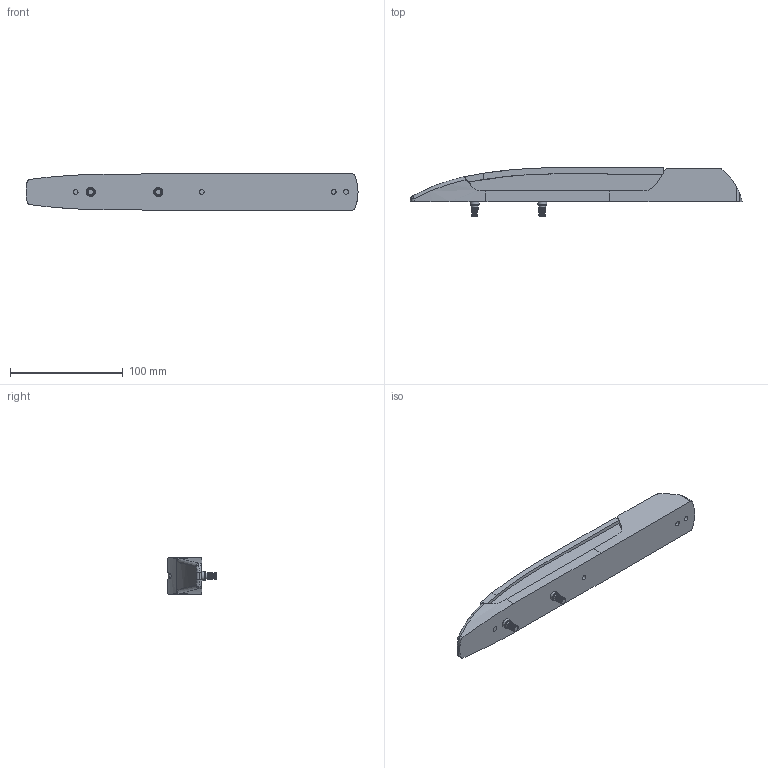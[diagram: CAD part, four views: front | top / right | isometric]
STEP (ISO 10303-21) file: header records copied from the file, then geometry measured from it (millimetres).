
FILE_DESCRIPTION( ( 'STEP AP214' ), '1' );
FILE_NAME( 'SK1-LGS001X.stp', '2024-01-16T06:29:23', ( 'License CC BY-ND 4.0' ), ( 'CADENAS' ), ' ', 'PARTsolutions', ' ' );
FILE_SCHEMA( ( 'AUTOMOTIVE_DESIGN { 1 0 10303 214 1 1 1 1 }' ) );
Length unit declared in the file: millimetre
Products named in the file (1): _SK1-LGS001X
Bounding box: 294.48 x 43.24 x 32 mm (x, y, z)
Volume: 224339.2 mm3; surface area: 39015.4 mm2
Topology: 1 solids, 2 shells, 124 faces, 295 edges, 182 vertices
Faces by surface type: cylinder 43, plane 37, cone 34, torus 4, bspline 4, sphere 2
Full cylindrical faces by diameter (mm): 4.291 x4, 5.9 x2, 8 x2, 17.07 x1
Entity records: 4920 total; most frequent: CARTESIAN_POINT 1279, DIRECTION 560, ORIENTED_EDGE 480, EDGE_CURVE 240, AXIS2_PLACEMENT_3D 233, EDGE_LOOP 180, VERTEX_POINT 176, FACE_OUTER_BOUND 137
